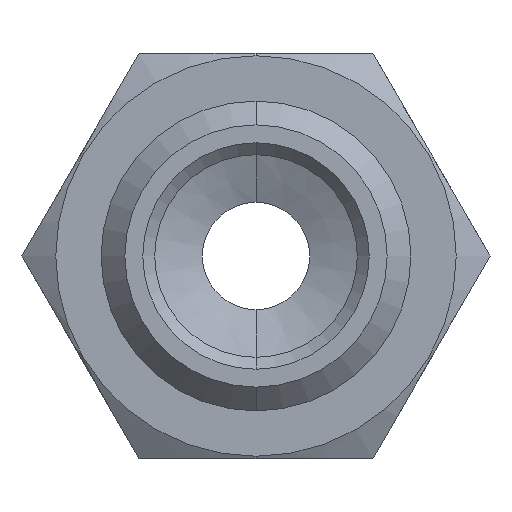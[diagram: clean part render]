
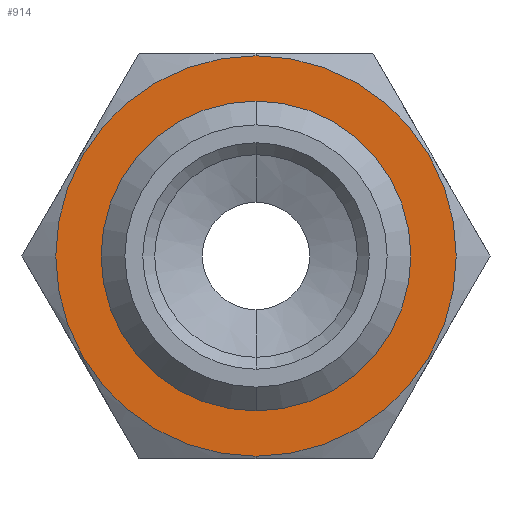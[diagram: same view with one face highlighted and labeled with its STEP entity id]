
A CAD part, front view. The second image highlights one B-rep face of the part: STEP entity #914.
In plain terms, the highlighted planar face has unit normal (0, -1, 0).
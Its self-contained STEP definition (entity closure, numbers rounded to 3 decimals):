
#16 = DIRECTION ( 'NONE',  ( 0., 0., -1. ) ) ;
#17 = DIRECTION ( 'NONE',  ( 0., -1., 0. ) ) ;
#18 = CARTESIAN_POINT ( 'NONE',  ( 0., 8., 0. ) ) ;
#19 = AXIS2_PLACEMENT_3D ( 'NONE', #18, #17, #16 ) ;
#28 = FACE_OUTER_BOUND ( 'NONE', #915, .T. ) ;
#48 = CARTESIAN_POINT ( 'NONE',  ( 8.4, 8., 0. ) ) ;
#49 = AXIS2_PLACEMENT_3D ( 'NONE', #48, #70, #69 ) ;
#50 = PLANE ( 'NONE',  #49 ) ;
#51 = FACE_BOUND ( 'NONE', #919, .T. ) ;
#67 = CIRCLE ( 'NONE', #19, 8.4 ) ;
#69 = DIRECTION ( 'NONE',  ( 0., 0., -1. ) ) ;
#70 = DIRECTION ( 'NONE',  ( 0., -1., 0. ) ) ;
#126 = CARTESIAN_POINT ( 'NONE',  ( 0., 8., 6.5 ) ) ;
#127 = CARTESIAN_POINT ( 'NONE',  ( 0., 8., -6.5 ) ) ;
#128 = DIRECTION ( 'NONE',  ( 0., 0., -1. ) ) ;
#129 = DIRECTION ( 'NONE',  ( 0., -1., 0. ) ) ;
#130 = CARTESIAN_POINT ( 'NONE',  ( 0., 8., 0. ) ) ;
#131 = AXIS2_PLACEMENT_3D ( 'NONE', #130, #129, #128 ) ;
#132 = CIRCLE ( 'NONE', #131, 6.5 ) ;
#295 = DIRECTION ( 'NONE',  ( 0., 0., -1. ) ) ;
#297 = DIRECTION ( 'NONE',  ( 0., 0., -1. ) ) ;
#298 = DIRECTION ( 'NONE',  ( 0., -1., 0. ) ) ;
#299 = CARTESIAN_POINT ( 'NONE',  ( 0., 8., 0. ) ) ;
#300 = AXIS2_PLACEMENT_3D ( 'NONE', #299, #298, #297 ) ;
#301 = CIRCLE ( 'NONE', #300, 8.4 ) ;
#406 = DIRECTION ( 'NONE',  ( 0., -1., 0. ) ) ;
#407 = CARTESIAN_POINT ( 'NONE',  ( 0., 8., 0. ) ) ;
#408 = AXIS2_PLACEMENT_3D ( 'NONE', #407, #406, #295 ) ;
#409 = CIRCLE ( 'NONE', #408, 6.5 ) ;
#860 = VERTEX_POINT ( 'NONE', #1365 ) ;
#861 = VERTEX_POINT ( 'NONE', #1364 ) ;
#914 = ADVANCED_FACE ( 'NONE', ( #28, #51 ), #50, .T. ) ;
#915 = EDGE_LOOP ( 'NONE', ( #916, #918 ) ) ;
#916 = ORIENTED_EDGE ( 'NONE', *, *, #917, .T. ) ;
#917 = EDGE_CURVE ( 'NONE', #860, #861, #67, .T. ) ;
#918 = ORIENTED_EDGE ( 'NONE', *, *, #1087, .T. ) ;
#919 = EDGE_LOOP ( 'NONE', ( #920, #921 ) ) ;
#920 = ORIENTED_EDGE ( 'NONE', *, *, #988, .F. ) ;
#921 = ORIENTED_EDGE ( 'NONE', *, *, #1046, .F. ) ;
#988 = EDGE_CURVE ( 'NONE', #989, #990, #132, .T. ) ;
#989 = VERTEX_POINT ( 'NONE', #127 ) ;
#990 = VERTEX_POINT ( 'NONE', #126 ) ;
#1046 = EDGE_CURVE ( 'NONE', #990, #989, #409, .T. ) ;
#1087 = EDGE_CURVE ( 'NONE', #861, #860, #301, .T. ) ;
#1364 = CARTESIAN_POINT ( 'NONE',  ( 0., 8., -8.4 ) ) ;
#1365 = CARTESIAN_POINT ( 'NONE',  ( 0., 8., 8.4 ) ) ;
